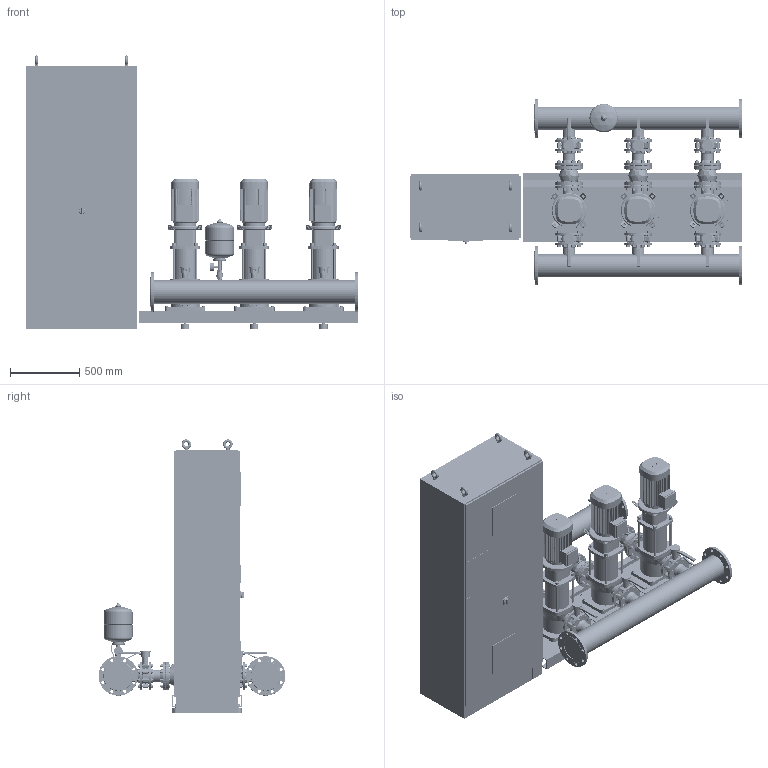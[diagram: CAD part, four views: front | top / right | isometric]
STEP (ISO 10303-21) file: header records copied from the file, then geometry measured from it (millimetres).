
FILE_DESCRIPTION((''),'2;1');
FILE_NAME('3d_SiBoostSmartFC3HELIXV5202-2540856.stp','2016-01-25T11:24:24',(''),(''),'Mechanical Desktop 2009','Mechanical Desktop 2009',', , ');
FILE_SCHEMA(('CONFIG_CONTROL_DESIGN'));
Length unit declared in the file: millimetre
Products named in the file (1): Product
Bounding box: 2400 x 1351 x 1975 mm (x, y, z)
Volume: 934152716.9 mm3; surface area: 20983801.1 mm2
Topology: 295 solids, 295 shells, 7846 faces, 19275 edges, 12435 vertices
Faces by surface type: bspline 3099, plane 2154, cylinder 1877, torus 400, cone 262, sphere 54
Entity records: 262157 total; most frequent: CARTESIAN_POINT 81382, ORIENTED_EDGE 38446, DIRECTION 35340, EDGE_CURVE 19223, VERTEX_POINT 12430, AXIS2_PLACEMENT_3D 12301, VECTOR 10738, LINE 10738
